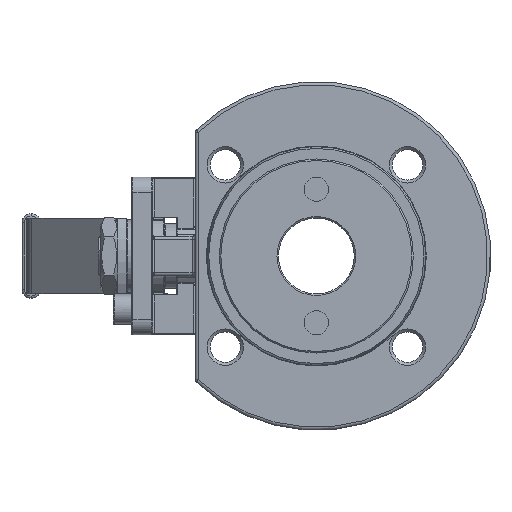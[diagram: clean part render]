
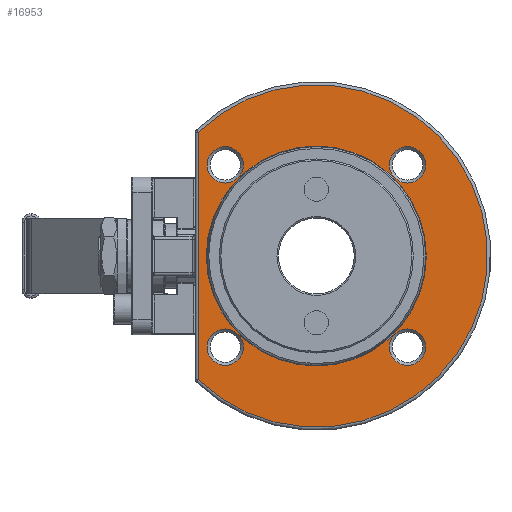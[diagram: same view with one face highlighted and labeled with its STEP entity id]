
A CAD part, left-side view. The second image highlights one B-rep face of the part: STEP entity #16953.
In plain terms, the highlighted planar face has unit normal (-1, 0, 0).
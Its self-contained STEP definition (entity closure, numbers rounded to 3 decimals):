
#657 = DIRECTION ( 'NONE',  ( 0., 0., -1. ) ) ;
#894 = EDGE_LOOP ( 'NONE', ( #3738, #24379 ) ) ;
#1190 = CARTESIAN_POINT ( 'NONE',  ( -23.25, 39., 0. ) ) ;
#2179 = EDGE_CURVE ( 'NONE', #26338, #26338, #40512, .T. ) ;
#2250 = ORIENTED_EDGE ( 'NONE', *, *, #35051, .T. ) ;
#2819 = ORIENTED_EDGE ( 'NONE', *, *, #22652, .T. ) ;
#3528 = DIRECTION ( 'NONE',  ( 1., 0., 0. ) ) ;
#3738 = ORIENTED_EDGE ( 'NONE', *, *, #44230, .T. ) ;
#4037 = DIRECTION ( 'NONE',  ( 0., 0., 1. ) ) ;
#5044 = DIRECTION ( 'NONE',  ( 0., 0., 1. ) ) ;
#5063 = DIRECTION ( 'NONE',  ( 1., 0., 0. ) ) ;
#5464 = DIRECTION ( 'NONE',  ( 1., 0., 0. ) ) ;
#5896 = CARTESIAN_POINT ( 'NONE',  ( -23.25, 30.052, -30.052 ) ) ;
#6638 = VERTEX_POINT ( 'NONE', #42443 ) ;
#6781 = AXIS2_PLACEMENT_3D ( 'NONE', #8010, #3528, #4037 ) ;
#7128 = CARTESIAN_POINT ( 'NONE',  ( -23.25, -30.052, -24.052 ) ) ;
#8010 = CARTESIAN_POINT ( 'NONE',  ( -23.25, -30.052, -30.052 ) ) ;
#8789 = FACE_BOUND ( 'NONE', #19344, .T. ) ;
#9841 = DIRECTION ( 'NONE',  ( -1., 0., 0. ) ) ;
#10941 = CIRCLE ( 'NONE', #13496, 36.277 ) ;
#10962 = CARTESIAN_POINT ( 'NONE',  ( -23.25, -30.052, 30.052 ) ) ;
#11210 = VERTEX_POINT ( 'NONE', #23314 ) ;
#11526 = AXIS2_PLACEMENT_3D ( 'NONE', #21286, #45729, #5044 ) ;
#12943 = EDGE_CURVE ( 'NONE', #15112, #15112, #29725, .T. ) ;
#13496 = AXIS2_PLACEMENT_3D ( 'NONE', #46019, #5063, #22088 ) ;
#13755 = EDGE_CURVE ( 'NONE', #6638, #11210, #21423, .T. ) ;
#15112 = VERTEX_POINT ( 'NONE', #7128 ) ;
#15894 = CARTESIAN_POINT ( 'NONE',  ( -23.25, 0., 36.277 ) ) ;
#16953 = ADVANCED_FACE ( 'NONE', ( #19248, #29016, #45244, #8789, #21048, #41529 ), #17281, .T. ) ;
#17281 = PLANE ( 'NONE',  #27927 ) ;
#17563 = AXIS2_PLACEMENT_3D ( 'NONE', #10962, #5464, #22950 ) ;
#19248 = FACE_BOUND ( 'NONE', #24879, .T. ) ;
#19344 = EDGE_LOOP ( 'NONE', ( #42911 ) ) ;
#21048 = FACE_BOUND ( 'NONE', #33679, .T. ) ;
#21085 = VECTOR ( 'NONE', #657, 1000. ) ;
#21286 = CARTESIAN_POINT ( 'NONE',  ( -23.25, 30.052, 30.052 ) ) ;
#21423 = LINE ( 'NONE', #1190, #21085 ) ;
#22088 = DIRECTION ( 'NONE',  ( 0., 0., 1. ) ) ;
#22652 = EDGE_CURVE ( 'NONE', #27350, #27350, #42925, .T. ) ;
#22950 = DIRECTION ( 'NONE',  ( 0., 0., 1. ) ) ;
#23314 = CARTESIAN_POINT ( 'NONE',  ( -23.25, 39., -40.881 ) ) ;
#23658 = CARTESIAN_POINT ( 'NONE',  ( -23.25, 0., 0. ) ) ;
#24379 = ORIENTED_EDGE ( 'NONE', *, *, #13755, .T. ) ;
#24879 = EDGE_LOOP ( 'NONE', ( #25074 ) ) ;
#25074 = ORIENTED_EDGE ( 'NONE', *, *, #25472, .T. ) ;
#25472 = EDGE_CURVE ( 'NONE', #28145, #28145, #10941, .T. ) ;
#26338 = VERTEX_POINT ( 'NONE', #51054 ) ;
#27350 = VERTEX_POINT ( 'NONE', #40133 ) ;
#27927 = AXIS2_PLACEMENT_3D ( 'NONE', #37510, #9841, #46278 ) ;
#28145 = VERTEX_POINT ( 'NONE', #15894 ) ;
#29016 = FACE_OUTER_BOUND ( 'NONE', #894, .T. ) ;
#29725 = CIRCLE ( 'NONE', #6781, 6. ) ;
#31796 = ORIENTED_EDGE ( 'NONE', *, *, #12943, .T. ) ;
#32394 = VERTEX_POINT ( 'NONE', #49140 ) ;
#33679 = EDGE_LOOP ( 'NONE', ( #31796 ) ) ;
#35051 = EDGE_CURVE ( 'NONE', #32394, #32394, #43953, .T. ) ;
#36827 = EDGE_LOOP ( 'NONE', ( #2819 ) ) ;
#37510 = CARTESIAN_POINT ( 'NONE',  ( -23.25, 57.5, 0. ) ) ;
#40133 = CARTESIAN_POINT ( 'NONE',  ( -23.25, 30.052, 36.052 ) ) ;
#40512 = CIRCLE ( 'NONE', #17563, 6. ) ;
#41431 = AXIS2_PLACEMENT_3D ( 'NONE', #23658, #51588, #43587 ) ;
#41529 = FACE_BOUND ( 'NONE', #45408, .T. ) ;
#42443 = CARTESIAN_POINT ( 'NONE',  ( -23.25, 39., 40.881 ) ) ;
#42911 = ORIENTED_EDGE ( 'NONE', *, *, #2179, .T. ) ;
#42925 = CIRCLE ( 'NONE', #11526, 6. ) ;
#43115 = AXIS2_PLACEMENT_3D ( 'NONE', #5896, #50310, #45799 ) ;
#43587 = DIRECTION ( 'NONE',  ( 0., 0., 1. ) ) ;
#43953 = CIRCLE ( 'NONE', #43115, 6. ) ;
#44230 = EDGE_CURVE ( 'NONE', #11210, #6638, #48184, .T. ) ;
#45244 = FACE_BOUND ( 'NONE', #36827, .T. ) ;
#45408 = EDGE_LOOP ( 'NONE', ( #2250 ) ) ;
#45729 = DIRECTION ( 'NONE',  ( 1., 0., 0. ) ) ;
#45799 = DIRECTION ( 'NONE',  ( 0., 0., 1. ) ) ;
#46019 = CARTESIAN_POINT ( 'NONE',  ( -23.25, 0., 0. ) ) ;
#46278 = DIRECTION ( 'NONE',  ( 0., 0., 1. ) ) ;
#48184 = CIRCLE ( 'NONE', #41431, 56.5 ) ;
#49140 = CARTESIAN_POINT ( 'NONE',  ( -23.25, 30.052, -24.052 ) ) ;
#50310 = DIRECTION ( 'NONE',  ( 1., 0., 0. ) ) ;
#51054 = CARTESIAN_POINT ( 'NONE',  ( -23.25, -30.052, 36.052 ) ) ;
#51588 = DIRECTION ( 'NONE',  ( -1., 0., 0. ) ) ;
